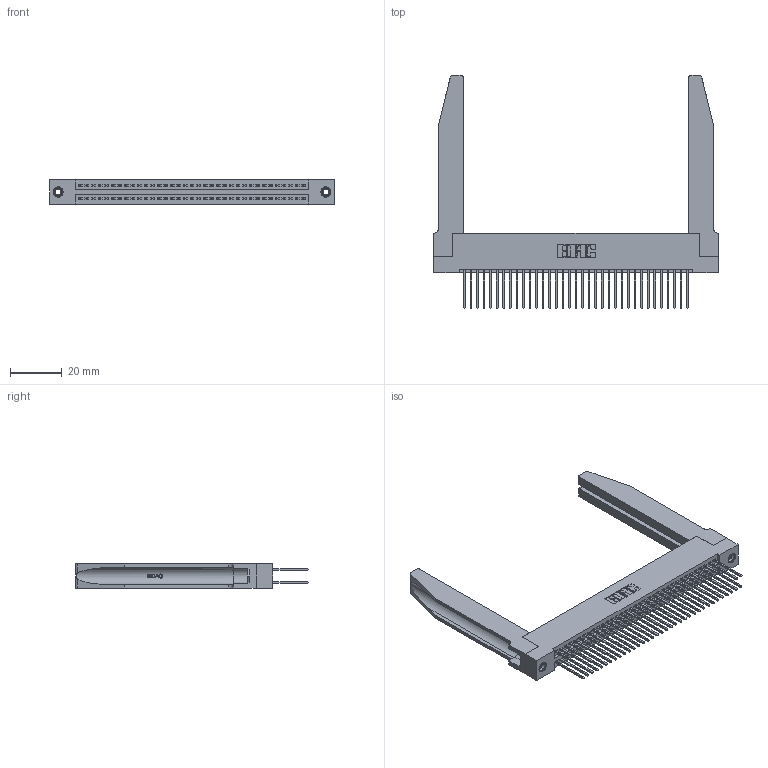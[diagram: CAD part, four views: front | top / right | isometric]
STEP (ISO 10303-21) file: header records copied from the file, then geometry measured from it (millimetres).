
FILE_DESCRIPTION (( 'STEP AP203' ), '1' );
FILE_NAME ('395-070-540-278.STEP', '2019-10-24T00:52:04', ( '' ), ( '' ), 'SwSTEP 2.0', 'SolidWorks 2016', '' );
FILE_SCHEMA (( 'CONFIG_CONTROL_DESIGN' ));
Length unit declared in the file: inch
Products named in the file (5): 345 Part_Flush Mounting Lugs - 0.156 Dia-TH; 345-292-001_345-293-140; 345-250-001_345-250-001-102; 345-220-078_345-220-078; 395-070-540-278
Assembly tree (75 placements, depth 2):
  395-070-540-278
    345 Part_Flush Mounting Lugs - 0.156 Dia-TH
    345-292-001_345-293-140  x70
    345-250-001_345-250-001-102  x2
    345-220-078_345-220-078  x2
Bounding box: 110.13 x 90.09 x 9.4 mm (x, y, z)
Volume: 18669.4 mm3; surface area: 24044.5 mm2
Topology: 75 solids, 75 shells, 3860 faces, 11379 edges, 7482 vertices
Faces by surface type: plane 2532, cylinder 1276, bspline 36, cone 12, torus 4
Entity records: 33162 total; most frequent: CARTESIAN_POINT 6483, ORIENTED_EDGE 5314, DIRECTION 4719, EDGE_CURVE 2657, VECTOR 2291, LINE 2291, VERTEX_POINT 1764, AXIS2_PLACEMENT_3D 1214
